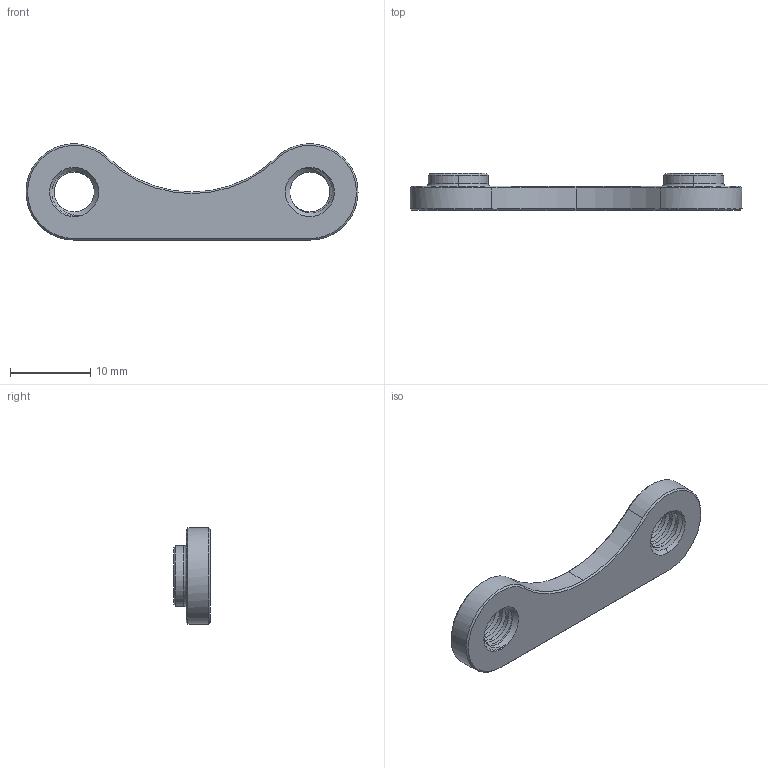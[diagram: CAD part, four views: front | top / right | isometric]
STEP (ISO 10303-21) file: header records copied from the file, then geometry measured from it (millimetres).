
FILE_DESCRIPTION (( 'STEP AP214' ), '1' );
FILE_NAME ('Hositrad_CF35-PN-PlateNut.STEP', '2010-03-22T10:24:16', ( 'Hositrad' ), ( 'Hositrad' ), 'SwSTEP 2.0', 'SolidWorks 2010', '' );
FILE_SCHEMA (( 'AUTOMOTIVE_DESIGN' ));
Length unit declared in the file: millimetre
Products named in the file (1): Hositrad_CF35-PN-PlateNut
Bounding box: 41.35 x 4.6 x 12 mm (x, y, z)
Volume: 1018.4 mm3; surface area: 1190.3 mm2
Topology: 1 solids, 1 shells, 64 faces, 159 edges, 99 vertices
Faces by surface type: cone 25, cylinder 24, plane 7, torus 4, bspline 4
Entity records: 3596 total; most frequent: CARTESIAN_POINT 2133, ORIENTED_EDGE 318, DIRECTION 286, EDGE_CURVE 159, AXIS2_PLACEMENT_3D 116, VERTEX_POINT 99, EDGE_LOOP 70, ADVANCED_FACE 64
